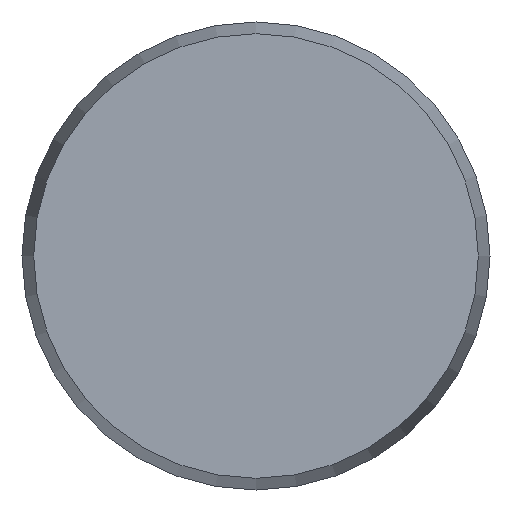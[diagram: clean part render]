
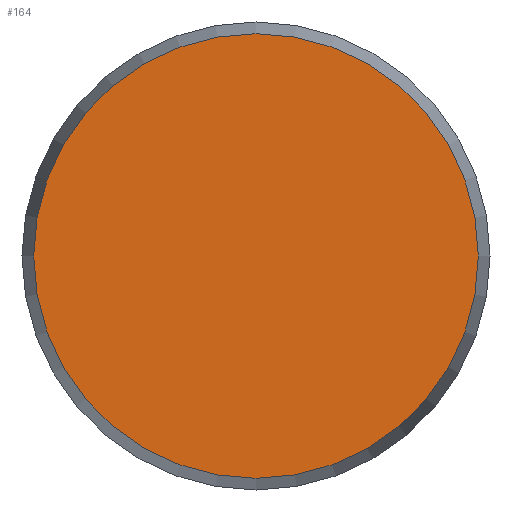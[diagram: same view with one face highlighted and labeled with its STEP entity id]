
A CAD part, front view. The second image highlights one B-rep face of the part: STEP entity #164.
In plain terms, the highlighted planar face has unit normal (0, -1, 0).
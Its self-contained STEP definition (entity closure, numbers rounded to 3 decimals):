
#164 = ADVANCED_FACE( '', ( #341 ), #342, .F. );
#341 = FACE_OUTER_BOUND( '', #518, .T. );
#342 = PLANE( '', #519 );
#518 = EDGE_LOOP( '', ( #897 ) );
#519 = AXIS2_PLACEMENT_3D( '', #898, #899, #900 );
#897 = ORIENTED_EDGE( '', *, *, #1074, .T. );
#898 = CARTESIAN_POINT( '', ( 28.5, 0., 0. ) );
#899 = DIRECTION( '', ( 0., 1., 0. ) );
#900 = DIRECTION( '', ( 0., 0., 1. ) );
#1074 = EDGE_CURVE( '', #1289, #1289, #1290, .T. );
#1289 = VERTEX_POINT( '', #1688 );
#1290 = CIRCLE( '', #1689, 28.5 );
#1688 = CARTESIAN_POINT( '', ( 0., 0., -28.5 ) );
#1689 = AXIS2_PLACEMENT_3D( '', #1851, #1852, #1853 );
#1851 = CARTESIAN_POINT( '', ( 0., 0., 0. ) );
#1852 = DIRECTION( '', ( 0., -1., 0. ) );
#1853 = DIRECTION( '', ( 0., 0., -1. ) );
